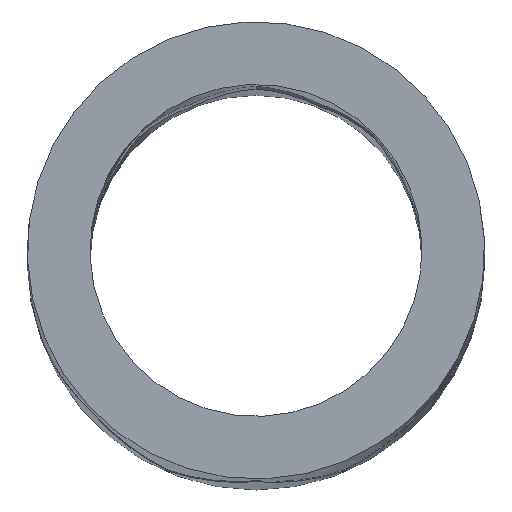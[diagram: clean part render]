
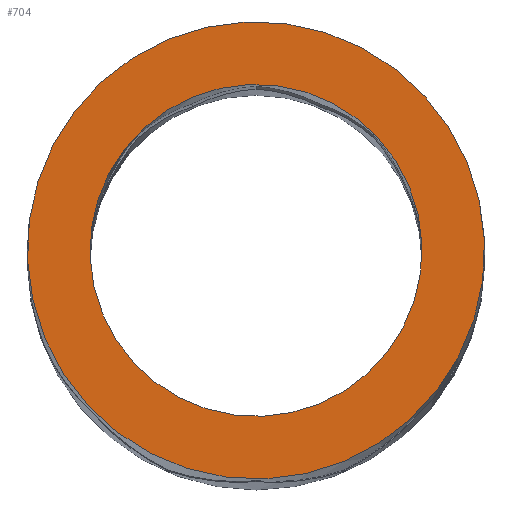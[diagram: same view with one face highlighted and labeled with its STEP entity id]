
A CAD part, top view. The second image highlights one B-rep face of the part: STEP entity #704.
In plain terms, the highlighted planar face has unit normal (0, 0, 1).
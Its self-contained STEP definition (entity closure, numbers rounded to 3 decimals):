
#18=FACE_BOUND('',#122,.T.);
#44=PLANE('',#829);
#82=FACE_OUTER_BOUND('',#121,.T.);
#121=EDGE_LOOP('',(#635));
#122=EDGE_LOOP('',(#636));
#133=CIRCLE('',#790,10.6);
#134=CIRCLE('',#803,14.6);
#318=VERTEX_POINT('',#1220);
#329=VERTEX_POINT('',#1245);
#408=EDGE_CURVE('',#318,#318,#133,.T.);
#420=EDGE_CURVE('',#329,#329,#134,.T.);
#635=ORIENTED_EDGE('',*,*,#420,.T.);
#636=ORIENTED_EDGE('',*,*,#408,.F.);
#704=ADVANCED_FACE('',(#82,#18),#44,.T.);
#790=AXIS2_PLACEMENT_3D('',#1222,#983,#984);
#803=AXIS2_PLACEMENT_3D('',#1246,#1009,#1010);
#829=AXIS2_PLACEMENT_3D('',#1304,#1076,#1077);
#983=DIRECTION('center_axis',(0.,0.,
1.));
#984=DIRECTION('ref_axis',(0.924,0.383,0.));
#1009=DIRECTION('center_axis',(0.,0.,
1.));
#1010=DIRECTION('ref_axis',(0.924,0.383,0.));
#1076=DIRECTION('center_axis',(0.,0.,
1.));
#1077=DIRECTION('ref_axis',(-0.924,-0.383,0.));
#1220=CARTESIAN_POINT('',(9.793,4.056,400.));
#1222=CARTESIAN_POINT('Origin',(0.,0.,400.));
#1245=CARTESIAN_POINT('',(13.489,5.587,400.));
#1246=CARTESIAN_POINT('Origin',(0.,0.,400.));
#1304=CARTESIAN_POINT('Origin',(0.,0.,400.));
